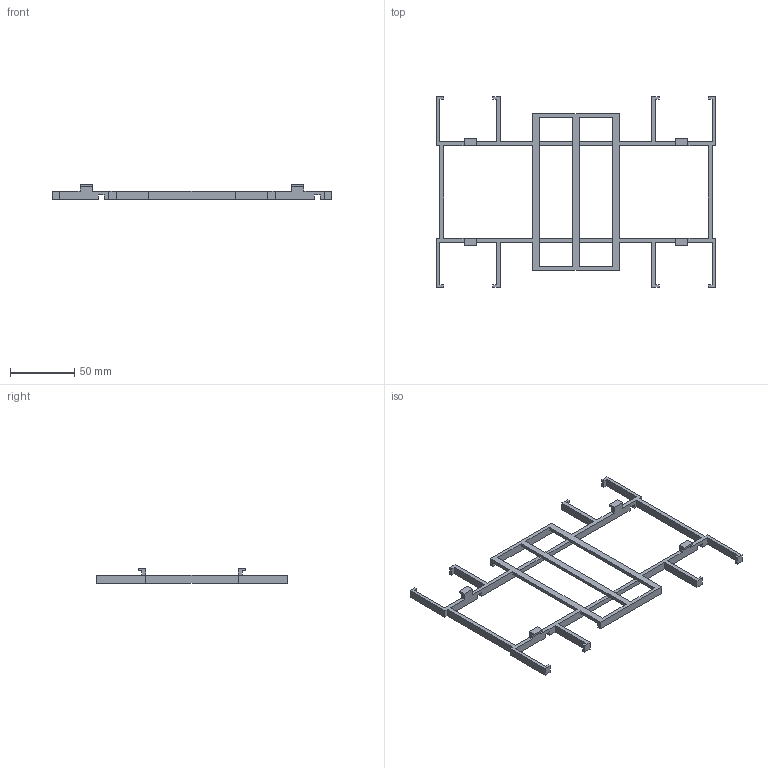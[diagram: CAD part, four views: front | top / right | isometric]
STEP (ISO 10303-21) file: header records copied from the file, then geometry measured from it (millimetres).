
FILE_DESCRIPTION (( 'STEP AP214' ), '1' );
FILE_NAME ('GövdeTutucusuXYZ.STEP', '2020-11-25T13:34:16', ( '' ), ( '' ), 'SwSTEP 2.0', 'SolidWorks 2018', '' );
FILE_SCHEMA (( 'AUTOMOTIVE_DESIGN' ));
Length unit declared in the file: millimetre
Products named in the file (1): GövdeTutucusuXYZ
Bounding box: 216.91 x 148.68 x 11.62 mm (x, y, z)
Volume: 23025.9 mm3; surface area: 23896.9 mm2
Topology: 1 solids, 1 shells, 124 faces, 392 edges, 256 vertices
Faces by surface type: plane 124
Entity records: 4294 total; most frequent: ORIENTED_EDGE 784, CARTESIAN_POINT 773, DIRECTION 642, EDGE_CURVE 392, VECTOR 392, LINE 392, VERTEX_POINT 256, EDGE_LOOP 126
